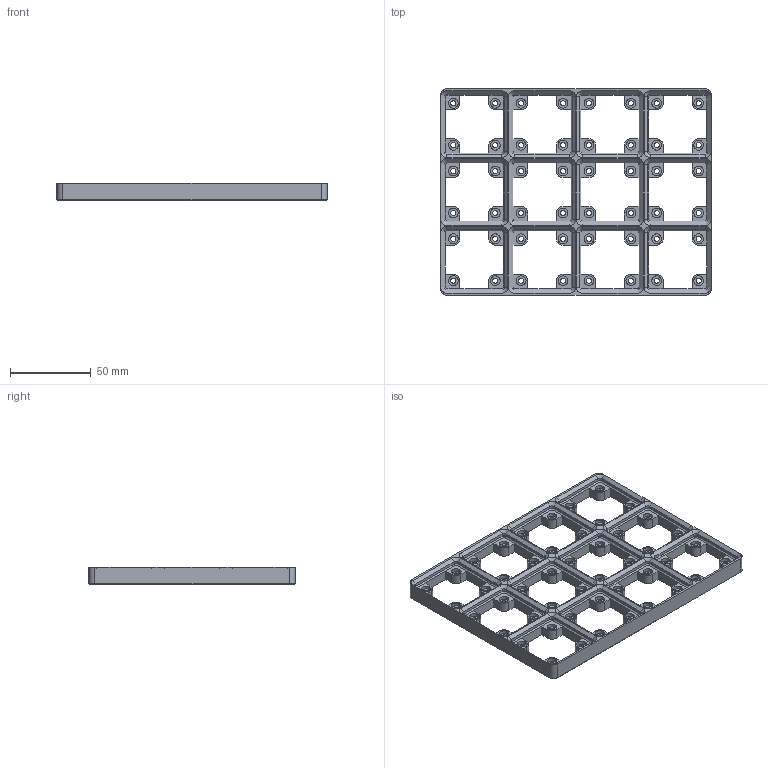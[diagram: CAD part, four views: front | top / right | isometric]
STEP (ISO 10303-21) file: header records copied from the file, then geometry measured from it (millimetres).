
FILE_DESCRIPTION(/* description */ (''),/* implementation_level */ '2;1');
FILE_NAME(/* name */ 'Hardware-Baseplate-3x4.step',/* time_stamp */ '2024-08-07T22:09:26-04:00',/* author */ (''),/* organization */ (''),/* preprocessor_version */ 'ST-DEVELOPER v20',/* originating_system */ 'Autodesk Translation Framework v13.14.0.145',/* authorisation */ '');
FILE_SCHEMA (('AUTOMOTIVE_DESIGN { 1 0 10303 214 3 1 1 }'));
Length unit declared in the file: millimetre
Products named in the file (1): Hardware-Baseplate-3x4
Bounding box: 167.5 x 127.9 x 10.9 mm (x, y, z)
Volume: 72485.6 mm3; surface area: 44247.8 mm2
Topology: 1 solids, 1 shells, 786 faces, 1822 edges, 1080 vertices
Faces by surface type: plane 394, cylinder 244, cone 148
Full cylindrical faces by diameter (mm): 3.2 x48, 6 x48, 6.05 x48
Entity records: 22155 total; most frequent: DIRECTION 3984, CARTESIAN_POINT 3689, ORIENTED_EDGE 3644, EDGE_CURVE 1822, AXIS2_PLACEMENT_3D 1375, LINE 1234, VECTOR 1234, VERTEX_POINT 1080
